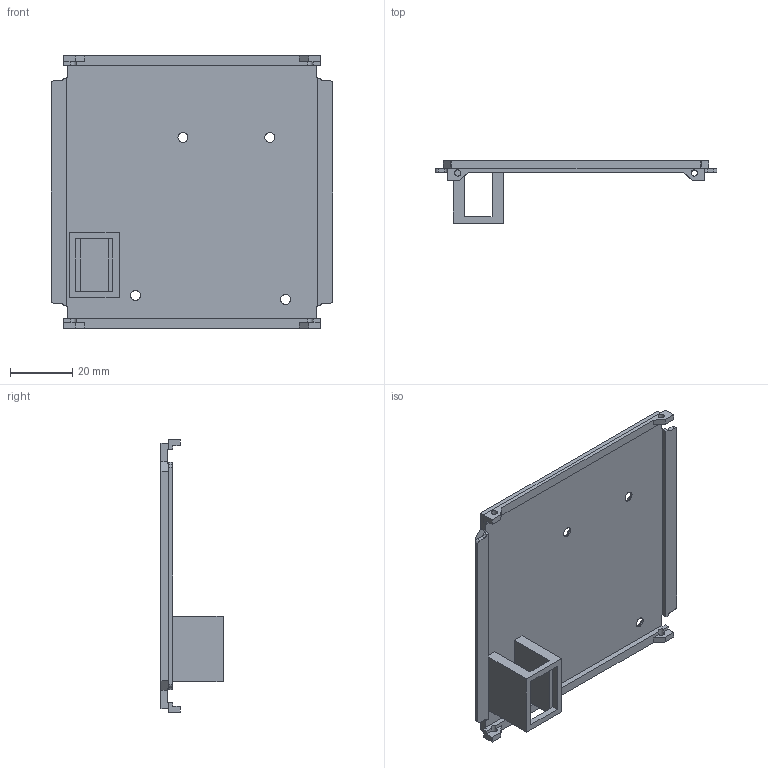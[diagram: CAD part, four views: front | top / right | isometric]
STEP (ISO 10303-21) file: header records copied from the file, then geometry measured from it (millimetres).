
FILE_DESCRIPTION(('STEP AP203'), '1');
FILE_NAME('櫻蠉錪', '', ('UNSPECIFIED'), ('UNSPECIFIED'), 'C3D Converter', 'C3D Toolkit', '');
FILE_SCHEMA(('CONFIG_CONTROL_DESIGN'));
Length unit declared in the file: millimetre
Assembly tree (1 placements, depth 2):
  (unnamed)
    (unnamed)
Bounding box: 90.55 x 20 x 87.55 mm (x, y, z)
Volume: 18881.9 mm3; surface area: 19418 mm2
Topology: 1 solids, 1 shells, 105 faces, 316 edges, 208 vertices
Faces by surface type: plane 73, cylinder 28, cone 4
Full cylindrical faces by diameter (mm): 2 x4, 3.175 x4
Entity records: 4453 total; most frequent: CARTESIAN_POINT 619, ORIENTED_EDGE 608, DIRECTION 590, EDGE_CURVE 304, LINE 232, VECTOR 232, VERTEX_POINT 208, AXIS2_PLACEMENT_3D 179
